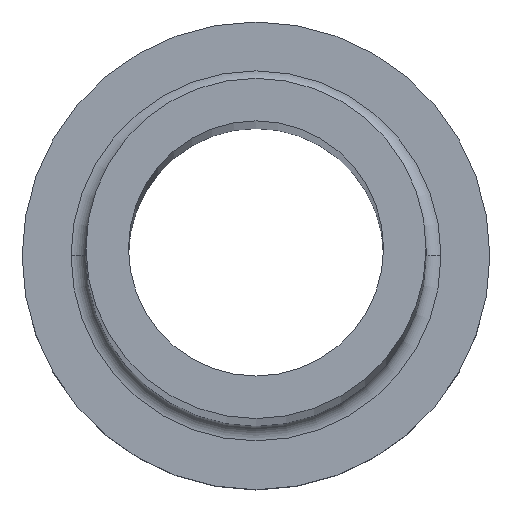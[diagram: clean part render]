
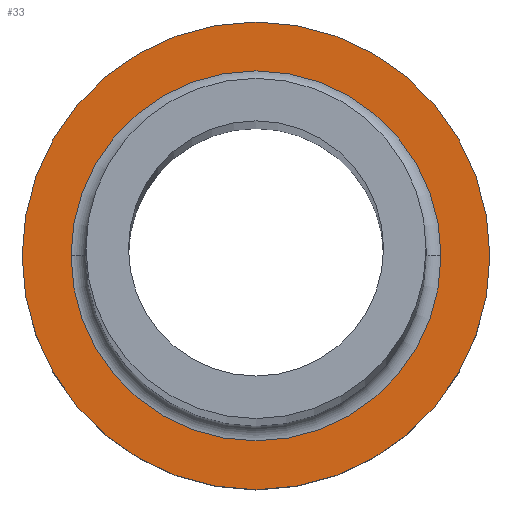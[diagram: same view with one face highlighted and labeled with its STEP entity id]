
A CAD part, top view. The second image highlights one B-rep face of the part: STEP entity #33.
In plain terms, the highlighted planar face has unit normal (0, 0, 1).
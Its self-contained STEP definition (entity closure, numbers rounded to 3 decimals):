
#13 = ORIENTED_EDGE ( 'NONE', *, *, #63, .T. ) ;
#21 = DIRECTION ( 'NONE',  ( 1., 0., 0. ) ) ;
#22 = CARTESIAN_POINT ( 'NONE',  ( 0., 0., 7. ) ) ;
#30 = AXIS2_PLACEMENT_3D ( 'NONE', #22, #339, #118 ) ;
#33 = ADVANCED_FACE ( 'NONE', ( #314, #255 ), #53, .T. ) ;
#34 = CARTESIAN_POINT ( 'NONE',  ( -8.7, 0., 7. ) ) ;
#41 = ORIENTED_EDGE ( 'NONE', *, *, #330, .T. ) ;
#53 = PLANE ( 'NONE',  #30 ) ;
#59 = CARTESIAN_POINT ( 'NONE',  ( 0., 0., 7. ) ) ;
#63 = EDGE_CURVE ( 'NONE', #363, #245, #105, .T. ) ;
#70 = CIRCLE ( 'NONE', #93, 11. ) ;
#78 = ORIENTED_EDGE ( 'NONE', *, *, #109, .T. ) ;
#80 = DIRECTION ( 'NONE',  ( 0., 0., 1. ) ) ;
#87 = VERTEX_POINT ( 'NONE', #227 ) ;
#93 = AXIS2_PLACEMENT_3D ( 'NONE', #59, #80, #234 ) ;
#105 = CIRCLE ( 'NONE', #290, 8.7 ) ;
#109 = EDGE_CURVE ( 'NONE', #87, #312, #345, .T. ) ;
#118 = DIRECTION ( 'NONE',  ( 1., 0., 0. ) ) ;
#119 = DIRECTION ( 'NONE',  ( 0., 0., -1. ) ) ;
#151 = DIRECTION ( 'NONE',  ( 1., 0., 0. ) ) ;
#152 = CARTESIAN_POINT ( 'NONE',  ( 11., 0., 7. ) ) ;
#177 = EDGE_LOOP ( 'NONE', ( #78, #41 ) ) ;
#200 = DIRECTION ( 'NONE',  ( 0., 0., -1. ) ) ;
#206 = DIRECTION ( 'NONE',  ( 0., 0., 1. ) ) ;
#221 = EDGE_LOOP ( 'NONE', ( #13, #232 ) ) ;
#227 = CARTESIAN_POINT ( 'NONE',  ( -11., 0., 7. ) ) ;
#232 = ORIENTED_EDGE ( 'NONE', *, *, #340, .T. ) ;
#234 = DIRECTION ( 'NONE',  ( 1., 0., 0. ) ) ;
#235 = AXIS2_PLACEMENT_3D ( 'NONE', #356, #206, #151 ) ;
#241 = AXIS2_PLACEMENT_3D ( 'NONE', #278, #119, #21 ) ;
#245 = VERTEX_POINT ( 'NONE', #34 ) ;
#255 = FACE_OUTER_BOUND ( 'NONE', #177, .T. ) ;
#256 = CARTESIAN_POINT ( 'NONE',  ( 8.7, 0., 7. ) ) ;
#260 = CARTESIAN_POINT ( 'NONE',  ( 0., 0., 7. ) ) ;
#277 = CIRCLE ( 'NONE', #241, 8.7 ) ;
#278 = CARTESIAN_POINT ( 'NONE',  ( 0., 0., 7. ) ) ;
#290 = AXIS2_PLACEMENT_3D ( 'NONE', #260, #200, #318 ) ;
#312 = VERTEX_POINT ( 'NONE', #152 ) ;
#314 = FACE_BOUND ( 'NONE', #221, .T. ) ;
#318 = DIRECTION ( 'NONE',  ( 1., 0., 0. ) ) ;
#330 = EDGE_CURVE ( 'NONE', #312, #87, #70, .T. ) ;
#339 = DIRECTION ( 'NONE',  ( 0., 0., 1. ) ) ;
#340 = EDGE_CURVE ( 'NONE', #245, #363, #277, .T. ) ;
#345 = CIRCLE ( 'NONE', #235, 11. ) ;
#356 = CARTESIAN_POINT ( 'NONE',  ( 0., 0., 7. ) ) ;
#363 = VERTEX_POINT ( 'NONE', #256 ) ;
